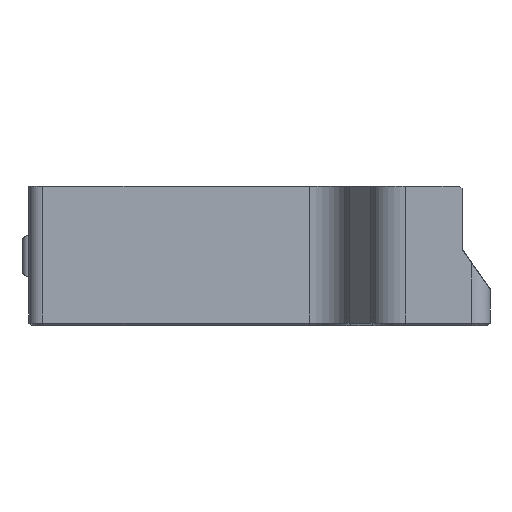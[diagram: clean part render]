
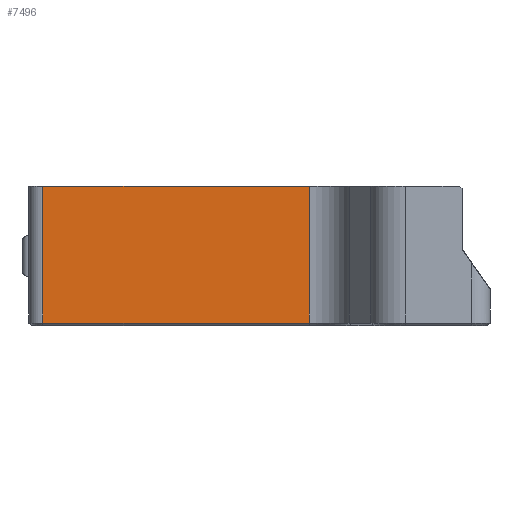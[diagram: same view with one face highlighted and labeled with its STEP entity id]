
A CAD part, left-side view. The second image highlights one B-rep face of the part: STEP entity #7496.
In plain terms, the highlighted face is planar.
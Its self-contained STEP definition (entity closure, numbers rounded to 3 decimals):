
#329=PLANE('',#8074);
#678=FACE_OUTER_BOUND('',#1109,.T.);
#1109=EDGE_LOOP('',(#6428,#6429,#6430,#6431));
#1255=LINE('',#10437,#2104);
#1345=LINE('',#10662,#2194);
#1849=LINE('',#11948,#2698);
#1850=LINE('',#11950,#2699);
#2104=VECTOR('',#8303,10.);
#2194=VECTOR('',#8463,10.);
#2698=VECTOR('',#9743,10.);
#2699=VECTOR('',#9746,10.);
#3154=VERTEX_POINT('',#10434);
#3155=VERTEX_POINT('',#10436);
#3253=VERTEX_POINT('',#10654);
#3255=VERTEX_POINT('',#10660);
#3864=EDGE_CURVE('',#3154,#3155,#1255,.T.);
#3972=EDGE_CURVE('',#3255,#3253,#1345,.T.);
#4619=EDGE_CURVE('',#3253,#3154,#1849,.T.);
#4620=EDGE_CURVE('',#3255,#3155,#1850,.T.);
#6428=ORIENTED_EDGE('',*,*,#3972,.F.);
#6429=ORIENTED_EDGE('',*,*,#4620,.T.);
#6430=ORIENTED_EDGE('',*,*,#3864,.F.);
#6431=ORIENTED_EDGE('',*,*,#4619,.F.);
#7496=ADVANCED_FACE('',(#678),#329,.T.);
#8074=AXIS2_PLACEMENT_3D('',#11949,#9744,#9745);
#8303=DIRECTION('',(0.,-1.,0.));
#8463=DIRECTION('',(0.,1.,0.));
#9743=DIRECTION('',(0.,0.,1.));
#9744=DIRECTION('center_axis',(-1.,0.,0.));
#9745=DIRECTION('ref_axis',(0.,1.,0.));
#9746=DIRECTION('',(0.,0.,1.));
#10434=CARTESIAN_POINT('',(-187.4,30.5,10.));
#10436=CARTESIAN_POINT('',(-187.4,-7.602,10.));
#10437=CARTESIAN_POINT('',(-187.4,15.25,10.));
#10654=CARTESIAN_POINT('',(-187.4,30.5,-9.6));
#10660=CARTESIAN_POINT('',(-187.4,-7.602,-9.6));
#10662=CARTESIAN_POINT('',(-187.4,14.106,-9.6));
#11948=CARTESIAN_POINT('',(-187.4,30.5,8.));
#11949=CARTESIAN_POINT('Origin',(-187.4,30.5,-11.));
#11950=CARTESIAN_POINT('',(-187.4,-7.602,8.));
